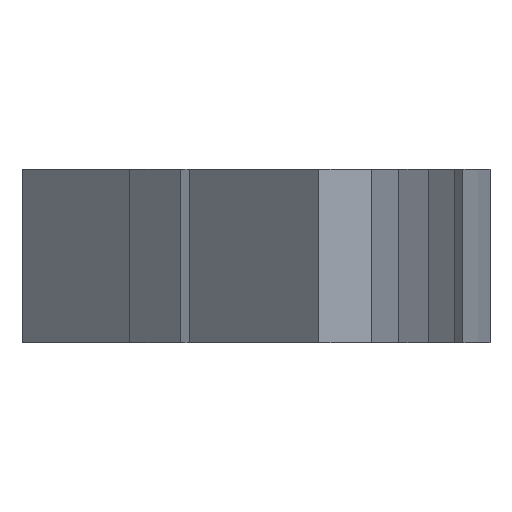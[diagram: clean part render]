
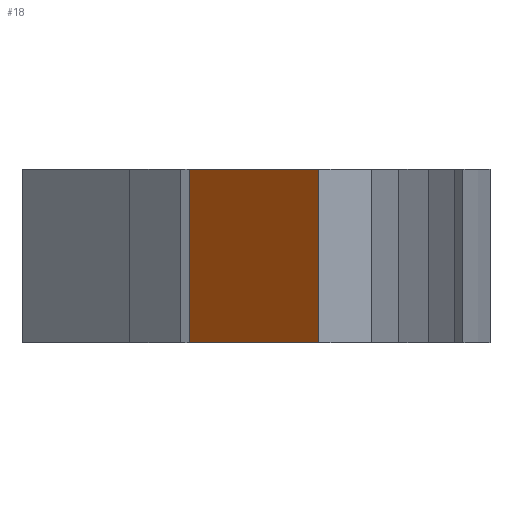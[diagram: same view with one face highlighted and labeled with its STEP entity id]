
A CAD part, left-side view. The second image highlights one B-rep face of the part: STEP entity #18.
In plain terms, the highlighted free-form (B-spline) face has degree [2, 1] with [3, 2] control points.
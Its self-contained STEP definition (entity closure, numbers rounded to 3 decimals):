
#18=ADVANCED_FACE('',(#57),#1436,.T.);
#57=FACE_OUTER_BOUND('',#96,.T.);
#96=EDGE_LOOP('',(#147,#148,#149,#150));
#147=ORIENTED_EDGE('',*,*,#1089,.T.);
#148=ORIENTED_EDGE('',*,*,#1090,.T.);
#149=ORIENTED_EDGE('',*,*,#1091,.T.);
#150=ORIENTED_EDGE('',*,*,#1087,.F.);
#366=PCURVE('',#1435,#588);
#369=PCURVE('',#1436,#591);
#370=PCURVE('',#1436,#592);
#371=PCURVE('',#1436,#593);
#372=PCURVE('',#1436,#594);
#376=PCURVE('',#1437,#598);
#510=PCURVE('',#1426,#732);
#533=PCURVE('',#1427,#755);
#588=DEFINITIONAL_REPRESENTATION('',(#810),#2784);
#591=DEFINITIONAL_REPRESENTATION('',(#813),#2784);
#592=DEFINITIONAL_REPRESENTATION('',(#814),#2784);
#593=DEFINITIONAL_REPRESENTATION('',(#815),#2784);
#594=DEFINITIONAL_REPRESENTATION('',(#816),#2784);
#598=DEFINITIONAL_REPRESENTATION('',(#820),#2784);
#732=DEFINITIONAL_REPRESENTATION('',(#1311),#2784);
#755=DEFINITIONAL_REPRESENTATION('',(#1326),#2784);
#810=B_SPLINE_CURVE_WITH_KNOTS('',1,(#1946,#1947),.UNSPECIFIED.,.F.,.F.,
(2,2),(0.,30.),.UNSPECIFIED.);
#813=B_SPLINE_CURVE_WITH_KNOTS('',1,(#1958,#1959),.UNSPECIFIED.,.F.,.F.,
(2,2),(-525.377,-493.716),.UNSPECIFIED.);
#814=B_SPLINE_CURVE_WITH_KNOTS('',1,(#1962,#1963),.UNSPECIFIED.,.F.,.F.,
(2,2),(0.,30.),.UNSPECIFIED.);
#815=B_SPLINE_CURVE_WITH_KNOTS('',1,(#1967,#1968),.UNSPECIFIED.,.F.,.F.,
(2,2),(493.716,525.377),.UNSPECIFIED.);
#816=B_SPLINE_CURVE_WITH_KNOTS('',1,(#1969,#1970),.UNSPECIFIED.,.F.,.F.,
(2,2),(0.,30.),.UNSPECIFIED.);
#820=B_SPLINE_CURVE_WITH_KNOTS('',1,(#1985,#1986),.UNSPECIFIED.,.F.,.F.,
(2,2),(0.,30.),.UNSPECIFIED.);
#976=SURFACE_CURVE('',#1198,(#366,#372),.PCURVE_S1.);
#978=SURFACE_CURVE('',#1200,(#369,#510),.PCURVE_S1.);
#979=SURFACE_CURVE('',#1201,(#370,#376),.PCURVE_S1.);
#980=SURFACE_CURVE('',#1202,(#371,#533),.PCURVE_S1.);
#1087=EDGE_CURVE('',#1360,#1361,#976,.T.);
#1089=EDGE_CURVE('',#1360,#1362,#978,.T.);
#1090=EDGE_CURVE('',#1362,#1363,#979,.T.);
#1091=EDGE_CURVE('',#1363,#1361,#980,.T.);
#1198=(
BOUNDED_CURVE()
B_SPLINE_CURVE(1,(#1944,#1945),.UNSPECIFIED.,.F.,.F.)
B_SPLINE_CURVE_WITH_KNOTS((2,2),(0.,30.),.UNSPECIFIED.)
CURVE()
GEOMETRIC_REPRESENTATION_ITEM()
RATIONAL_B_SPLINE_CURVE((1.,1.))
REPRESENTATION_ITEM('')
);
#1200=(
BOUNDED_CURVE()
B_SPLINE_CURVE(2,(#1955,#1956,#1957),.UNSPECIFIED.,.F.,.F.)
B_SPLINE_CURVE_WITH_KNOTS((3,3),(-525.377,-493.716),
 .UNSPECIFIED.)
CURVE()
GEOMETRIC_REPRESENTATION_ITEM()
RATIONAL_B_SPLINE_CURVE((1.,1.,1.))
REPRESENTATION_ITEM('')
);
#1201=(
BOUNDED_CURVE()
B_SPLINE_CURVE(1,(#1960,#1961),.UNSPECIFIED.,.F.,.F.)
B_SPLINE_CURVE_WITH_KNOTS((2,2),(0.,30.),.UNSPECIFIED.)
CURVE()
GEOMETRIC_REPRESENTATION_ITEM()
RATIONAL_B_SPLINE_CURVE((1.,1.))
REPRESENTATION_ITEM('')
);
#1202=(
BOUNDED_CURVE()
B_SPLINE_CURVE(2,(#1964,#1965,#1966),.UNSPECIFIED.,.F.,.F.)
B_SPLINE_CURVE_WITH_KNOTS((3,3),(493.716,525.377),
 .UNSPECIFIED.)
CURVE()
GEOMETRIC_REPRESENTATION_ITEM()
RATIONAL_B_SPLINE_CURVE((1.,1.,1.))
REPRESENTATION_ITEM('')
);
#1311=(
BOUNDED_CURVE()
B_SPLINE_CURVE(2,(#2556,#2557,#2558),.UNSPECIFIED.,.F.,.F.)
B_SPLINE_CURVE_WITH_KNOTS((3,3),(-525.377,-493.716),
 .UNSPECIFIED.)
CURVE()
GEOMETRIC_REPRESENTATION_ITEM()
RATIONAL_B_SPLINE_CURVE((1.,1.,1.))
REPRESENTATION_ITEM('')
);
#1326=(
BOUNDED_CURVE()
B_SPLINE_CURVE(2,(#2649,#2650,#2651),.UNSPECIFIED.,.F.,.F.)
B_SPLINE_CURVE_WITH_KNOTS((3,3),(493.716,525.377),
 .UNSPECIFIED.)
CURVE()
GEOMETRIC_REPRESENTATION_ITEM()
RATIONAL_B_SPLINE_CURVE((1.,1.,1.))
REPRESENTATION_ITEM('')
);
#1360=VERTEX_POINT('',#1823);
#1361=VERTEX_POINT('',#1824);
#1362=VERTEX_POINT('',#1825);
#1363=VERTEX_POINT('',#1826);
#1426=PLANE('',#1553);
#1427=PLANE('',#1554);
#1435=(
BOUNDED_SURFACE()
B_SPLINE_SURFACE(2,1,((#1589,#1590),(#1591,#1592),(#1593,#1594)),
 .UNSPECIFIED.,.F.,.F.,.F.)
B_SPLINE_SURFACE_WITH_KNOTS((3,3),(2,2),(-531.15,-525.377),
(0.,30.),.UNSPECIFIED.)
GEOMETRIC_REPRESENTATION_ITEM()
RATIONAL_B_SPLINE_SURFACE(((1.,1.),(1.,1.),(1.,1.)))
REPRESENTATION_ITEM('')
SURFACE()
);
#1436=(
BOUNDED_SURFACE()
B_SPLINE_SURFACE(2,1,((#1595,#1596),(#1597,#1598),(#1599,#1600)),
 .UNSPECIFIED.,.F.,.F.,.F.)
B_SPLINE_SURFACE_WITH_KNOTS((3,3),(2,2),(-525.377,-493.716),
(0.,30.),.UNSPECIFIED.)
GEOMETRIC_REPRESENTATION_ITEM()
RATIONAL_B_SPLINE_SURFACE(((1.,1.),(1.,1.),(1.,1.)))
REPRESENTATION_ITEM('')
SURFACE()
);
#1437=(
BOUNDED_SURFACE()
B_SPLINE_SURFACE(2,1,((#1601,#1602),(#1603,#1604),(#1605,#1606)),
 .UNSPECIFIED.,.F.,.F.,.F.)
B_SPLINE_SURFACE_WITH_KNOTS((3,3),(2,2),(-493.716,-479.952),
(0.,30.),.UNSPECIFIED.)
GEOMETRIC_REPRESENTATION_ITEM()
RATIONAL_B_SPLINE_SURFACE(((1.,1.),(0.998,0.998),
(1.,1.)))
REPRESENTATION_ITEM('')
SURFACE()
);
#1553=AXIS2_PLACEMENT_3D('',#1809,#1562,$);
#1554=AXIS2_PLACEMENT_3D('',#1810,#1563,$);
#1562=DIRECTION('',(0.,0.,-1.));
#1563=DIRECTION('',(0.,0.,1.));
#1589=CARTESIAN_POINT('',(2262.993,293.865,119.632));
#1590=CARTESIAN_POINT('',(2262.993,293.865,149.632));
#1591=CARTESIAN_POINT('',(2265.781,293.118,119.632));
#1592=CARTESIAN_POINT('',(2265.781,293.118,149.632));
#1593=CARTESIAN_POINT('',(2268.569,292.37,119.632));
#1594=CARTESIAN_POINT('',(2268.569,292.37,149.632));
#1595=CARTESIAN_POINT('',(2268.569,292.37,119.632));
#1596=CARTESIAN_POINT('',(2268.569,292.37,149.632));
#1597=CARTESIAN_POINT('',(2257.375,281.176,119.632));
#1598=CARTESIAN_POINT('',(2257.375,281.176,149.632));
#1599=CARTESIAN_POINT('',(2246.181,269.983,119.632));
#1600=CARTESIAN_POINT('',(2246.181,269.983,149.632));
#1601=CARTESIAN_POINT('',(2246.181,269.983,119.632));
#1602=CARTESIAN_POINT('',(2246.181,269.983,149.632));
#1603=CARTESIAN_POINT('',(2251.053,265.11,119.632));
#1604=CARTESIAN_POINT('',(2251.053,265.11,149.632));
#1605=CARTESIAN_POINT('',(2256.476,260.859,119.632));
#1606=CARTESIAN_POINT('',(2256.476,260.859,149.632));
#1809=CARTESIAN_POINT('',(2299.289,341.144,119.632));
#1810=CARTESIAN_POINT('',(2299.289,341.144,149.632));
#1823=CARTESIAN_POINT('',(2268.569,292.37,119.632));
#1824=CARTESIAN_POINT('',(2268.569,292.37,149.632));
#1825=CARTESIAN_POINT('',(2246.181,269.983,119.632));
#1826=CARTESIAN_POINT('',(2246.181,269.983,149.632));
#1944=CARTESIAN_POINT('',(2268.569,292.37,119.632));
#1945=CARTESIAN_POINT('',(2268.569,292.37,149.632));
#1946=CARTESIAN_POINT('',(-525.377,0.));
#1947=CARTESIAN_POINT('',(-525.377,30.));
#1955=CARTESIAN_POINT('',(2268.569,292.37,119.632));
#1956=CARTESIAN_POINT('',(2257.375,281.176,119.632));
#1957=CARTESIAN_POINT('',(2246.181,269.983,119.632));
#1958=CARTESIAN_POINT('',(-525.377,0.));
#1959=CARTESIAN_POINT('',(-493.716,0.));
#1960=CARTESIAN_POINT('',(2246.181,269.983,119.632));
#1961=CARTESIAN_POINT('',(2246.181,269.983,149.632));
#1962=CARTESIAN_POINT('',(-493.716,0.));
#1963=CARTESIAN_POINT('',(-493.716,30.));
#1964=CARTESIAN_POINT('',(2246.181,269.983,149.632));
#1965=CARTESIAN_POINT('',(2257.375,281.176,149.632));
#1966=CARTESIAN_POINT('',(2268.569,292.37,149.632));
#1967=CARTESIAN_POINT('',(-493.716,30.));
#1968=CARTESIAN_POINT('',(-525.377,30.));
#1969=CARTESIAN_POINT('',(-525.377,0.));
#1970=CARTESIAN_POINT('',(-525.377,30.));
#1985=CARTESIAN_POINT('',(-493.716,0.));
#1986=CARTESIAN_POINT('',(-493.716,30.));
#2556=CARTESIAN_POINT('',(-336.955,-127.625));
#2557=CARTESIAN_POINT('',(-336.955,-111.794));
#2558=CARTESIAN_POINT('',(-336.955,-95.964));
#2649=CARTESIAN_POINT('',(-95.964,-336.955));
#2650=CARTESIAN_POINT('',(-111.794,-336.955));
#2651=CARTESIAN_POINT('',(-127.625,-336.955));
#2784=(
GEOMETRIC_REPRESENTATION_CONTEXT(2)
PARAMETRIC_REPRESENTATION_CONTEXT()
REPRESENTATION_CONTEXT('pspace','')
);
